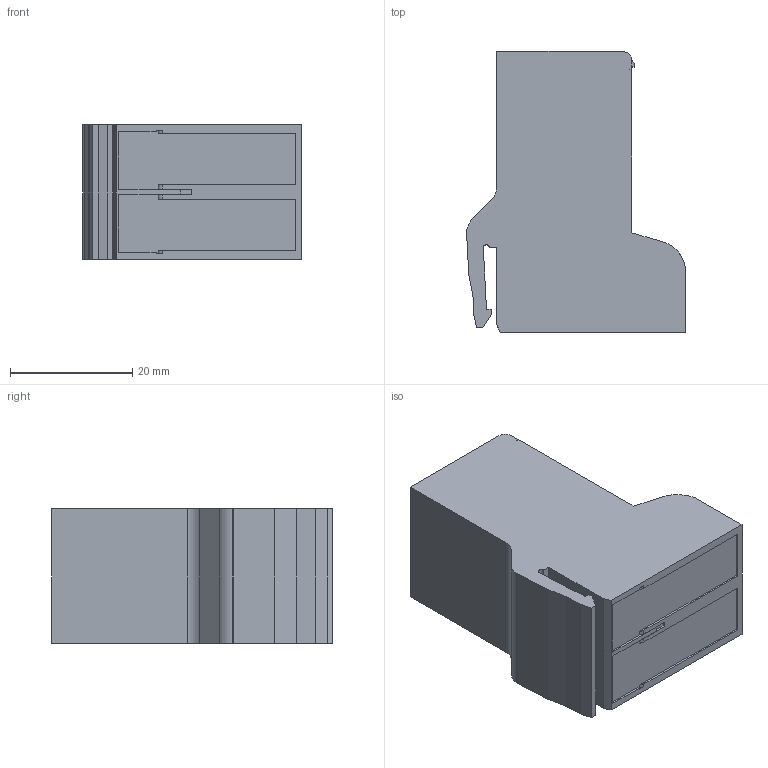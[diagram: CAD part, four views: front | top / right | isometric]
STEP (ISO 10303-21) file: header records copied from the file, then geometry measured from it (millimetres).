
FILE_DESCRIPTION (( 'STEP AP214' ), '1' );
FILE_NAME ('422030_TRV 10_Beige.STP', '2013-11-14T08:25:57', ( 'arge' ), ( 'Microsoft' ), 'SwSTEP 2.0', 'SolidWorks 2013', '' );
FILE_SCHEMA (( 'AUTOMOTIVE_DESIGN' ));
Length unit declared in the file: millimetre
Products named in the file (1): 422030_TRV 10_Beige
Bounding box: 35.84 x 46 x 22 mm (x, y, z)
Volume: 26296.4 mm3; surface area: 6579.6 mm2
Topology: 1 solids, 1 shells, 138 faces, 377 edges, 248 vertices
Faces by surface type: plane 105, cylinder 33
Entity records: 4711 total; most frequent: CARTESIAN_POINT 1295, ORIENTED_EDGE 754, DIRECTION 603, EDGE_CURVE 377, VECTOR 303, LINE 303, VERTEX_POINT 248, AXIS2_PLACEMENT_3D 150
